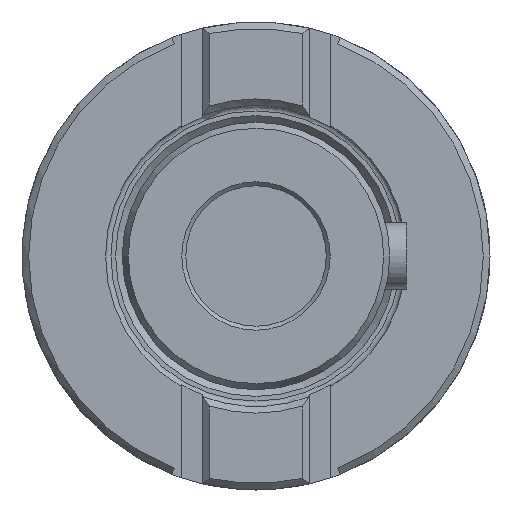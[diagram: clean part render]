
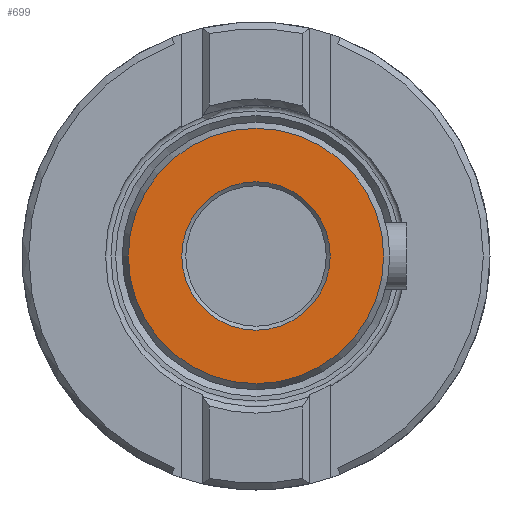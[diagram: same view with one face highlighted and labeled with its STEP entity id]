
A CAD part, left-side view. The second image highlights one B-rep face of the part: STEP entity #699.
In plain terms, the highlighted planar face has unit normal (-1, 0, 0).
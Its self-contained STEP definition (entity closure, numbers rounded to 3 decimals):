
#598=FACE_BOUND('',#1094,.T.);
#599=FACE_BOUND('',#1095,.T.);
#699=ADVANCED_FACE('',(#598,#599),#808,.F.);
#808=PLANE('',#2874);
#1094=EDGE_LOOP('',(#1536));
#1095=EDGE_LOOP('',(#1537));
#1536=ORIENTED_EDGE('',*,*,#2386,.F.);
#1537=ORIENTED_EDGE('',*,*,#2387,.T.);
#2076=VERTEX_POINT('',#4582);
#2077=VERTEX_POINT('',#4586);
#2386=EDGE_CURVE('',#2076,#2076,#2654,.T.);
#2387=EDGE_CURVE('',#2077,#2077,#2655,.T.);
#2654=CIRCLE('',#2870,19.1);
#2655=CIRCLE('',#2873,11.1);
#2870=AXIS2_PLACEMENT_3D('',#4581,#3370,#3371);
#2873=AXIS2_PLACEMENT_3D('',#4585,#3376,#3377);
#2874=AXIS2_PLACEMENT_3D('',#4587,#3378,#3379);
#3370=DIRECTION('',(1.,0.,0.));
#3371=DIRECTION('',(0.,0.,-1.));
#3376=DIRECTION('',(1.,0.,0.));
#3377=DIRECTION('',(0.,0.,-1.));
#3378=DIRECTION('',(1.,0.,0.));
#3379=DIRECTION('',(0.,0.,-1.));
#4581=CARTESIAN_POINT('',(0.,0.,0.));
#4582=CARTESIAN_POINT('',(0.,0.,-19.1));
#4585=CARTESIAN_POINT('',(0.,0.,0.));
#4586=CARTESIAN_POINT('',(0.,0.,-11.1));
#4587=CARTESIAN_POINT('',(0.,0.,0.));
